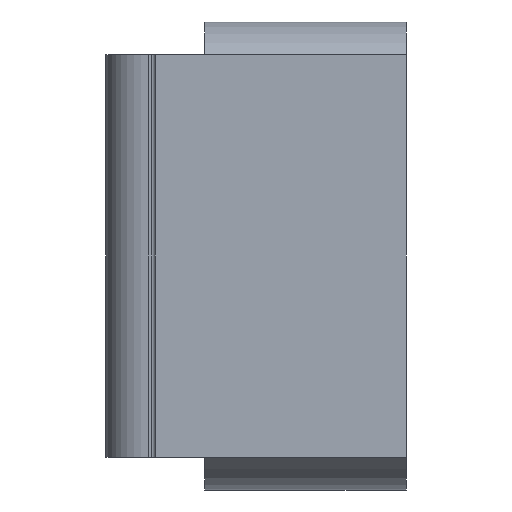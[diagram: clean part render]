
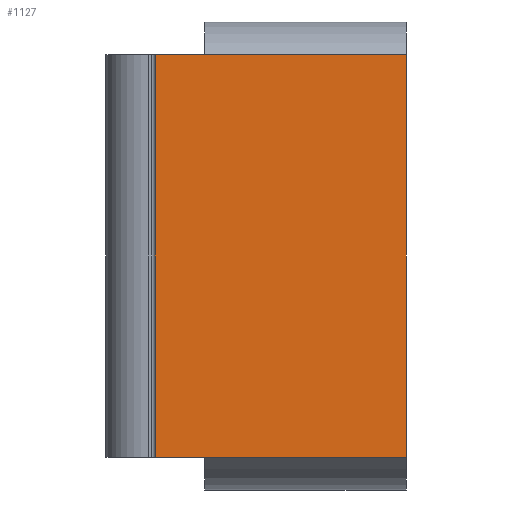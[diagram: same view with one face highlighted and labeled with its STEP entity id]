
A CAD part, front view. The second image highlights one B-rep face of the part: STEP entity #1127.
In plain terms, the highlighted planar face has unit normal (0, -1, 0).
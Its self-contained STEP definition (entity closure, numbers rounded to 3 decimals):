
#96=FACE_OUTER_BOUND('',#156,.T.);
#156=EDGE_LOOP('',(#746,#747,#748,#749));
#216=LINE('',#1669,#336);
#217=LINE('',#1671,#337);
#218=LINE('',#1673,#338);
#219=LINE('',#1674,#339);
#336=VECTOR('',#1319,10.);
#337=VECTOR('',#1320,10.);
#338=VECTOR('',#1321,10.);
#339=VECTOR('',#1322,10.);
#456=VERTEX_POINT('',#1667);
#457=VERTEX_POINT('',#1668);
#458=VERTEX_POINT('',#1670);
#459=VERTEX_POINT('',#1672);
#572=EDGE_CURVE('',#456,#457,#216,.T.);
#573=EDGE_CURVE('',#456,#458,#217,.F.);
#574=EDGE_CURVE('',#458,#459,#218,.F.);
#575=EDGE_CURVE('',#457,#459,#219,.F.);
#746=ORIENTED_EDGE('',*,*,#572,.F.);
#747=ORIENTED_EDGE('',*,*,#573,.T.);
#748=ORIENTED_EDGE('',*,*,#574,.T.);
#749=ORIENTED_EDGE('',*,*,#575,.F.);
#1094=PLANE('',#1201);
#1127=ADVANCED_FACE('',(#96),#1094,.T.);
#1201=AXIS2_PLACEMENT_3D('',#1666,#1317,#1318);
#1317=DIRECTION('center_axis',(0.,-1.,0.));
#1318=DIRECTION('ref_axis',(0.,0.,-1.));
#1319=DIRECTION('',(1.,0.,0.));
#1320=DIRECTION('',(0.,0.,1.));
#1321=DIRECTION('',(-1.,0.,0.));
#1322=DIRECTION('',(0.,0.,1.));
#1666=CARTESIAN_POINT('Origin',(-5.158,3.35,8.));
#1667=CARTESIAN_POINT('',(-6.018,3.35,8.1));
#1668=CARTESIAN_POINT('',(-2.158,3.35,8.1));
#1669=CARTESIAN_POINT('',(-5.64,3.35,8.1));
#1670=CARTESIAN_POINT('',(-6.018,3.35,1.9));
#1671=CARTESIAN_POINT('',(-6.018,3.35,5.));
#1672=CARTESIAN_POINT('',(-2.158,3.35,1.9));
#1673=CARTESIAN_POINT('',(-5.64,3.35,1.9));
#1674=CARTESIAN_POINT('',(-2.158,3.35,6.5));
